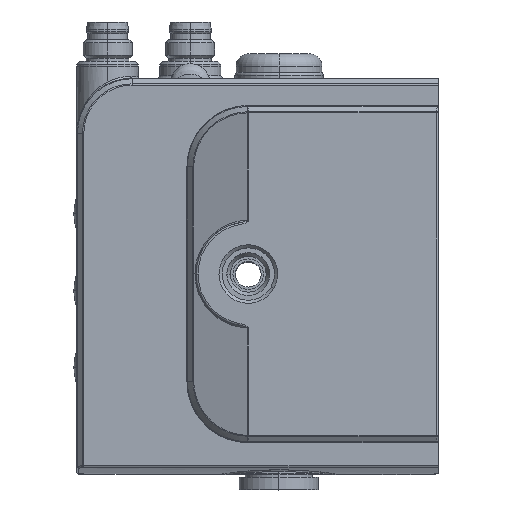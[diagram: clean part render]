
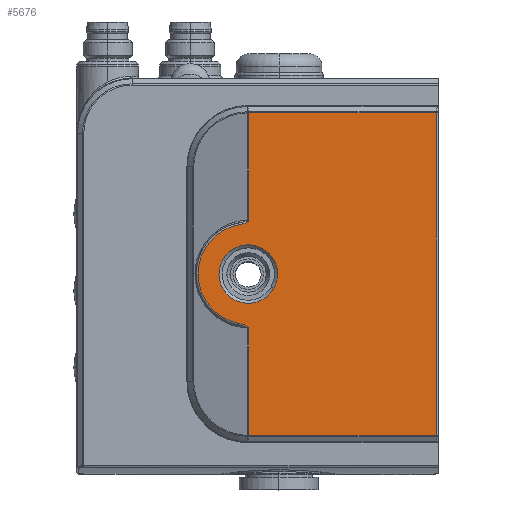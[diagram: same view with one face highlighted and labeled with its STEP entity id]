
A CAD part, top view. The second image highlights one B-rep face of the part: STEP entity #5676.
In plain terms, the highlighted planar face has unit normal (0, 0, 1).
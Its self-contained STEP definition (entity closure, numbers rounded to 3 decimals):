
#5676=ADVANCED_FACE('',(#11602,#11603),#11604,.F.);
#11602=FACE_OUTER_BOUND('',#30288,.T.);
#11603=FACE_BOUND('',#30289,.T.);
#11604=PLANE('',#30290);
#30288=EDGE_LOOP('',(#45545,#45546,#45547,#45548,#45549,#45550,#45551,#45552,#45553));
#30289=EDGE_LOOP('',(#45554,#45555));
#30290=AXIS2_PLACEMENT_3D('',#45556,#45557,#45558);
#45545=ORIENTED_EDGE('',*,*,#52388,.T.);
#45546=ORIENTED_EDGE('',*,*,#52389,.T.);
#45547=ORIENTED_EDGE('',*,*,#52390,.T.);
#45548=ORIENTED_EDGE('',*,*,#52391,.T.);
#45549=ORIENTED_EDGE('',*,*,#52392,.T.);
#45550=ORIENTED_EDGE('',*,*,#52393,.T.);
#45551=ORIENTED_EDGE('',*,*,#52394,.T.);
#45552=ORIENTED_EDGE('',*,*,#52044,.T.);
#45553=ORIENTED_EDGE('',*,*,#52185,.T.);
#45554=ORIENTED_EDGE('',*,*,#52167,.T.);
#45555=ORIENTED_EDGE('',*,*,#52070,.T.);
#45556=CARTESIAN_POINT('',(58.97,5.1,82.5));
#45557=DIRECTION('',(0.,0.0,-1.0));
#45558=DIRECTION('',(-1.0,0.0,0.));
#52044=EDGE_CURVE('',#60888,#60886,#60889,.T.);
#52070=EDGE_CURVE('',#60930,#60928,#60931,.T.);
#52167=EDGE_CURVE('',#60928,#60930,#61068,.T.);
#52185=EDGE_CURVE('',#60886,#61086,#61088,.T.);
#52388=EDGE_CURVE('',#61086,#61385,#61386,.T.);
#52389=EDGE_CURVE('',#61385,#61387,#61388,.T.);
#52390=EDGE_CURVE('',#61387,#61389,#61390,.T.);
#52391=EDGE_CURVE('',#61389,#61391,#61392,.T.);
#52392=EDGE_CURVE('',#61391,#61393,#61394,.T.);
#52393=EDGE_CURVE('',#61393,#61395,#61396,.T.);
#52394=EDGE_CURVE('',#61395,#60888,#61397,.T.);
#60886=VERTEX_POINT('',#81593);
#60888=VERTEX_POINT('',#81595);
#60889=CIRCLE('',#81596,8.2);
#60928=VERTEX_POINT('',#81645);
#60930=VERTEX_POINT('',#81648);
#60931=CIRCLE('',#81649,4.78);
#61068=CIRCLE('',#81852,4.78);
#61086=VERTEX_POINT('',#81870);
#61088=CIRCLE('',#81872,8.2);
#61385=VERTEX_POINT('',#82526);
#61386=B_SPLINE_CURVE_WITH_KNOTS('',3,(#82527,#82528,#82529,#82530,#82531,#82532,#82533,#82534,#82535,#82536,#82537,#82538,#82539,#82540,#82541,#82542,#82543,#82544,#82545,#82546,#82547,#82548,#82549,#82550,#82551,#82552,#82553,#82554,#82555,#82556,#82557),.UNSPECIFIED.,.F.,.F.,(4,3,3,3,3,3,3,3,3,3,4),(0.0,0.001,0.001,0.002,0.002,0.002,0.002,0.002,0.002,0.002,0.002),.UNSPECIFIED.);
#61387=VERTEX_POINT('',#82558);
#61388=LINE('',#82559,#82560);
#61389=VERTEX_POINT('',#82561);
#61390=LINE('',#82562,#82563);
#61391=VERTEX_POINT('',#82564);
#61392=LINE('',#82565,#82566);
#61393=VERTEX_POINT('',#82567);
#61394=LINE('',#82568,#82569);
#61395=VERTEX_POINT('',#82570);
#61396=LINE('',#82571,#82572);
#61397=B_SPLINE_CURVE_WITH_KNOTS('',3,(#82573,#82574,#82575,#82576,#82577,#82578,#82579,#82580,#82581,#82582,#82583,#82584,#82585,#82586,#82587,#82588),.UNSPECIFIED.,.F.,.F.,(4,3,3,3,3,4),(0.,0.,0.,0.001,0.001,0.002),.UNSPECIFIED.);
#81593=CARTESIAN_POINT('',(19.77,32.6,82.5));
#81595=CARTESIAN_POINT('',(26.385,40.645,82.5));
#81596=AXIS2_PLACEMENT_3D('',#89330,#89331,#89332);
#81645=CARTESIAN_POINT('',(32.122,30.232,82.5));
#81648=CARTESIAN_POINT('',(23.818,34.968,82.5));
#81649=AXIS2_PLACEMENT_3D('',#89368,#89369,#89370);
#81852=AXIS2_PLACEMENT_3D('',#89525,#89526,#89527);
#81870=CARTESIAN_POINT('',(26.385,24.555,82.5));
#81872=AXIS2_PLACEMENT_3D('',#89561,#89562,#89563);
#82526=CARTESIAN_POINT('',(28.023,23.801,82.5));
#82527=CARTESIAN_POINT('',(26.385,24.555,82.5));
#82528=CARTESIAN_POINT('',(26.692,24.494,82.5));
#82529=CARTESIAN_POINT('',(26.998,24.423,82.5));
#82530=CARTESIAN_POINT('',(27.295,24.325,82.5));
#82531=CARTESIAN_POINT('',(27.443,24.275,82.5));
#82532=CARTESIAN_POINT('',(27.589,24.22,82.5));
#82533=CARTESIAN_POINT('',(27.726,24.144,82.5));
#82534=CARTESIAN_POINT('',(27.795,24.106,82.5));
#82535=CARTESIAN_POINT('',(27.862,24.063,82.5));
#82536=CARTESIAN_POINT('',(27.918,24.008,82.5));
#82537=CARTESIAN_POINT('',(27.932,23.994,82.5));
#82538=CARTESIAN_POINT('',(27.946,23.979,82.5));
#82539=CARTESIAN_POINT('',(27.958,23.964,82.5));
#82540=CARTESIAN_POINT('',(27.971,23.949,82.5));
#82541=CARTESIAN_POINT('',(27.982,23.932,82.5));
#82542=CARTESIAN_POINT('',(27.991,23.915,82.5));
#82543=CARTESIAN_POINT('',(27.996,23.906,82.5));
#82544=CARTESIAN_POINT('',(28.001,23.897,82.5));
#82545=CARTESIAN_POINT('',(28.004,23.888,82.5));
#82546=CARTESIAN_POINT('',(28.007,23.881,82.5));
#82547=CARTESIAN_POINT('',(28.01,23.874,82.5));
#82548=CARTESIAN_POINT('',(28.012,23.867,82.5));
#82549=CARTESIAN_POINT('',(28.016,23.856,82.5));
#82550=CARTESIAN_POINT('',(28.019,23.844,82.5));
#82551=CARTESIAN_POINT('',(28.02,23.833,82.5));
#82552=CARTESIAN_POINT('',(28.021,23.827,82.5));
#82553=CARTESIAN_POINT('',(28.022,23.822,82.5));
#82554=CARTESIAN_POINT('',(28.022,23.817,82.5));
#82555=CARTESIAN_POINT('',(28.023,23.812,82.5));
#82556=CARTESIAN_POINT('',(28.023,23.807,82.5));
#82557=CARTESIAN_POINT('',(28.023,23.801,82.5));
#82558=CARTESIAN_POINT('',(28.023,6.278,82.5));
#82559=CARTESIAN_POINT('',(28.023,23.801,82.5));
#82560=VECTOR('',#89796,17.523);
#82561=CARTESIAN_POINT('',(58.67,6.278,82.5));
#82562=CARTESIAN_POINT('',(28.023,6.278,82.5));
#82563=VECTOR('',#89797,30.647);
#82564=CARTESIAN_POINT('',(58.67,58.922,82.5));
#82565=CARTESIAN_POINT('',(58.67,6.278,82.5));
#82566=VECTOR('',#89798,52.643);
#82567=CARTESIAN_POINT('',(28.023,58.922,82.5));
#82568=CARTESIAN_POINT('',(58.67,58.922,82.5));
#82569=VECTOR('',#89799,30.647);
#82570=CARTESIAN_POINT('',(28.023,41.399,82.5));
#82571=CARTESIAN_POINT('',(28.023,58.922,82.5));
#82572=VECTOR('',#89800,17.523);
#82573=CARTESIAN_POINT('',(28.023,41.399,82.5));
#82574=CARTESIAN_POINT('',(28.023,41.358,82.5));
#82575=CARTESIAN_POINT('',(28.011,41.32,82.5));
#82576=CARTESIAN_POINT('',(27.992,41.286,82.5));
#82577=CARTESIAN_POINT('',(27.973,41.251,82.5));
#82578=CARTESIAN_POINT('',(27.947,41.221,82.5));
#82579=CARTESIAN_POINT('',(27.919,41.193,82.5));
#82580=CARTESIAN_POINT('',(27.862,41.138,82.5));
#82581=CARTESIAN_POINT('',(27.796,41.095,82.5));
#82582=CARTESIAN_POINT('',(27.728,41.057,82.5));
#82583=CARTESIAN_POINT('',(27.59,40.98,82.5));
#82584=CARTESIAN_POINT('',(27.442,40.924,82.5));
#82585=CARTESIAN_POINT('',(27.294,40.875,82.5));
#82586=CARTESIAN_POINT('',(26.997,40.777,82.5));
#82587=CARTESIAN_POINT('',(26.692,40.706,82.5));
#82588=CARTESIAN_POINT('',(26.385,40.645,82.5));
#89330=CARTESIAN_POINT('',(27.97,32.6,82.5));
#89331=DIRECTION('',(0.,0.0,1.0));
#89332=DIRECTION('',(-1.0,0.0,0.));
#89368=CARTESIAN_POINT('',(27.97,32.6,82.5));
#89369=DIRECTION('',(0.,0.,-1.0));
#89370=DIRECTION('',(0.869,-0.495,0.));
#89525=CARTESIAN_POINT('',(27.97,32.6,82.5));
#89526=DIRECTION('',(0.,0.,-1.0));
#89527=DIRECTION('',(0.869,-0.495,0.));
#89561=CARTESIAN_POINT('',(27.97,32.6,82.5));
#89562=DIRECTION('',(0.,0.0,1.0));
#89563=DIRECTION('',(-1.0,0.0,0.));
#89796=DIRECTION('',(0.0,-1.0,0.0));
#89797=DIRECTION('',(1.0,0.0,0.));
#89798=DIRECTION('',(0.0,1.0,0.0));
#89799=DIRECTION('',(-1.0,0.0,0.));
#89800=DIRECTION('',(0.0,-1.0,0.0));
